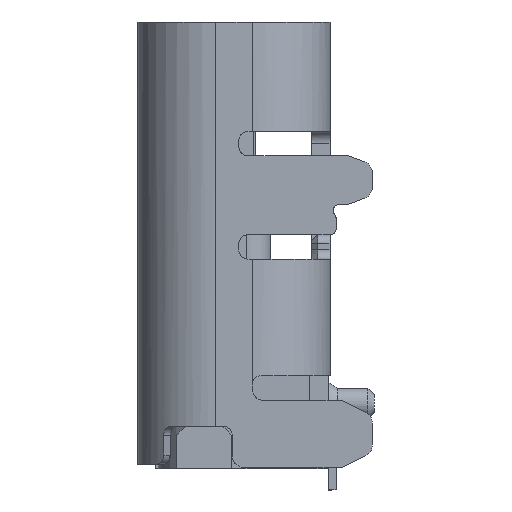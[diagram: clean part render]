
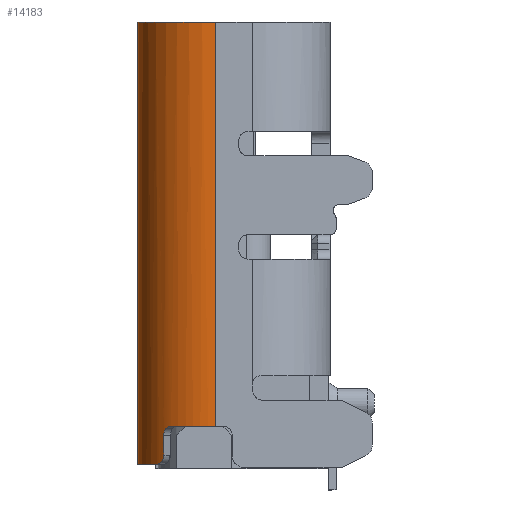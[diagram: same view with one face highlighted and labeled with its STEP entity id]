
A CAD part, left-side view. The second image highlights one B-rep face of the part: STEP entity #14183.
In plain terms, the highlighted cylindrical face has radius 1.28 mm (diameter 2.56 mm), a partial arc.
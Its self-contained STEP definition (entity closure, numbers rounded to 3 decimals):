
#29 = VERTEX_POINT ( 'NONE', #5830 ) ;
#1166 = CARTESIAN_POINT ( 'NONE',  ( 0., 2.88, -3.638 ) ) ;
#1282 = DIRECTION ( 'NONE',  ( 0., 0., -1. ) ) ;
#1324 = CARTESIAN_POINT ( 'NONE',  ( 0.233, 3.616, -6.65 ) ) ;
#1948 = B_SPLINE_CURVE_WITH_KNOTS ( 'NONE', 3,
 ( #23411, #16103, #16526, #2454 ),
 .UNSPECIFIED., .F., .F.,
 ( 4, 4 ),
 ( 0., 1. ),
 .UNSPECIFIED. ) ;
#2134 = DIRECTION ( 'NONE',  ( 0., 0., 1. ) ) ;
#2454 = CARTESIAN_POINT ( 'NONE',  ( 0.439, 3.845, -7.275 ) ) ;
#2700 = ORIENTED_EDGE ( 'NONE', *, *, #21767, .F. ) ;
#3051 = EDGE_CURVE ( 'NONE', #8246, #27074, #19082, .T. ) ;
#4059 = DIRECTION ( 'NONE',  ( 0., 0., 1. ) ) ;
#4593 = CARTESIAN_POINT ( 'NONE',  ( 1.28, 4.16, -7.275 ) ) ;
#5085 = VECTOR ( 'NONE', #29032, 1000. ) ;
#5122 = CARTESIAN_POINT ( 'NONE',  ( 0.339, 3.748, -7.203 ) ) ;
#5280 = CARTESIAN_POINT ( 'NONE',  ( 0.328, 3.735, -7.165 ) ) ;
#5830 = CARTESIAN_POINT ( 'NONE',  ( 0.358, 3.768, -7.23 ) ) ;
#5831 = CARTESIAN_POINT ( 'NONE',  ( 0., 2.88, -6.65 ) ) ;
#6309 = CARTESIAN_POINT ( 'NONE',  ( 0.376, 3.787, -7.256 ) ) ;
#6433 = VERTEX_POINT ( 'NONE', #21742 ) ;
#6517 = FACE_OUTER_BOUND ( 'NONE', #16171, .T. ) ;
#7478 = EDGE_CURVE ( 'NONE', #6433, #8246, #20622, .T. ) ;
#7550 = CARTESIAN_POINT ( 'NONE',  ( 1.28, 2.88, 0. ) ) ;
#8202 = VERTEX_POINT ( 'NONE', #12818 ) ;
#8246 = VERTEX_POINT ( 'NONE', #24282 ) ;
#8265 = ORIENTED_EDGE ( 'NONE', *, *, #13796, .F. ) ;
#8958 = ORIENTED_EDGE ( 'NONE', *, *, #22059, .F. ) ;
#9218 = CARTESIAN_POINT ( 'NONE',  ( 0.439, 3.845, -7.275 ) ) ;
#9335 = LINE ( 'NONE', #4593, #29446 ) ;
#9870 = ORIENTED_EDGE ( 'NONE', *, *, #14207, .F. ) ;
#10052 = VERTEX_POINT ( 'NONE', #13317 ) ;
#10380 = VERTEX_POINT ( 'NONE', #28730 ) ;
#10482 = ORIENTED_EDGE ( 'NONE', *, *, #17980, .T. ) ;
#10963 = CARTESIAN_POINT ( 'NONE',  ( 0.067, 3.296, -6.65 ) ) ;
#11046 = CARTESIAN_POINT ( 'NONE',  ( 0.273, 3.67, -6.665 ) ) ;
#12057 = B_SPLINE_CURVE_WITH_KNOTS ( 'NONE', 3,
 ( #16117, #6309, #30001, #9218 ),
 .UNSPECIFIED., .F., .F.,
 ( 4, 4 ),
 ( 0., 1. ),
 .UNSPECIFIED. ) ;
#12063 = VERTEX_POINT ( 'NONE', #15227 ) ;
#12168 = VERTEX_POINT ( 'NONE', #27470 ) ;
#12818 = CARTESIAN_POINT ( 'NONE',  ( 0.233, 3.616, -6.65 ) ) ;
#13029 = CARTESIAN_POINT ( 'NONE',  ( 0.245, 3.633, -6.65 ) ) ;
#13199 = CARTESIAN_POINT ( 'NONE',  ( 0., 2.88, 0. ) ) ;
#13317 = CARTESIAN_POINT ( 'NONE',  ( 1.28, 4.16, 0. ) ) ;
#13455 = ORIENTED_EDGE ( 'NONE', *, *, #20144, .F. ) ;
#13796 = EDGE_CURVE ( 'NONE', #27074, #8202, #24358, .T. ) ;
#14062 = ORIENTED_EDGE ( 'NONE', *, *, #17763, .F. ) ;
#14183 = ADVANCED_FACE ( 'NONE', ( #6517 ), #17815, .T. ) ;
#14207 = EDGE_CURVE ( 'NONE', #26968, #10380, #24550, .T. ) ;
#14917 = ORIENTED_EDGE ( 'NONE', *, *, #23475, .F. ) ;
#15163 = B_SPLINE_CURVE_WITH_KNOTS ( 'NONE', 3,
 ( #25936, #5280, #5122, #21763 ),
 .UNSPECIFIED., .F., .F.,
 ( 4, 4 ),
 ( 0., 1. ),
 .UNSPECIFIED. ) ;
#15168 = CARTESIAN_POINT ( 'NONE',  ( 0.327, 3.735, -6.767 ) ) ;
#15227 = CARTESIAN_POINT ( 'NONE',  ( 1.28, 4.16, -7.275 ) ) ;
#15474 = CARTESIAN_POINT ( 'NONE',  ( 0.289, 3.69, -6.681 ) ) ;
#15857 = DIRECTION ( 'NONE',  ( 1., 0., 0. ) ) ;
#15900 = CARTESIAN_POINT ( 'NONE',  ( 0.1, 3.375, -6.65 ) ) ;
#16103 = CARTESIAN_POINT ( 'NONE',  ( 0.974, 4.16, -7.275 ) ) ;
#16117 = CARTESIAN_POINT ( 'NONE',  ( 0.358, 3.768, -7.23 ) ) ;
#16171 = EDGE_LOOP ( 'NONE', ( #27501, #8265, #20468, #22247, #8958, #14062, #2700, #10482, #14917, #13455, #9870 ) ) ;
#16243 = CARTESIAN_POINT ( 'NONE',  ( 0.1, 3.375, -6.65 ) ) ;
#16526 = CARTESIAN_POINT ( 'NONE',  ( 0.67, 4.046, -7.275 ) ) ;
#16865 = DIRECTION ( 'NONE',  ( 0., 0., 1. ) ) ;
#17756 = CARTESIAN_POINT ( 'NONE',  ( 0.293, 3.695, -6.686 ) ) ;
#17763 = EDGE_CURVE ( 'NONE', #10052, #28040, #18634, .T. ) ;
#17815 = CYLINDRICAL_SURFACE ( 'NONE', #19049, 1.28 ) ;
#17856 = CARTESIAN_POINT ( 'NONE',  ( 0.18, 3.54, -6.65 ) ) ;
#17871 = EDGE_CURVE ( 'NONE', #8202, #26968, #26772, .T. ) ;
#17980 = EDGE_CURVE ( 'NONE', #12063, #12168, #1948, .T. ) ;
#18019 = CARTESIAN_POINT ( 'NONE',  ( 0.135, 3.46, -6.65 ) ) ;
#18634 = CIRCLE ( 'NONE', #19111, 1.28 ) ;
#19049 = AXIS2_PLACEMENT_3D ( 'NONE', #25180, #4059, #15857 ) ;
#19082 = B_SPLINE_CURVE_WITH_KNOTS ( 'NONE', 3,
 ( #22566, #29756, #10963, #22714 ),
 .UNSPECIFIED., .F., .F.,
 ( 4, 4 ),
 ( 0., 1. ),
 .UNSPECIFIED. ) ;
#19111 = AXIS2_PLACEMENT_3D ( 'NONE', #7550, #16865, #24048 ) ;
#19691 = LINE ( 'NONE', #1166, #5085 ) ;
#20144 = EDGE_CURVE ( 'NONE', #10380, #29, #15163, .T. ) ;
#20468 = ORIENTED_EDGE ( 'NONE', *, *, #3051, .F. ) ;
#20515 = CARTESIAN_POINT ( 'NONE',  ( 0.327, 3.735, -6.8 ) ) ;
#20622 = B_SPLINE_CURVE_WITH_KNOTS ( 'NONE', 3,
 ( #5831, #26942, #28929, #22190 ),
 .UNSPECIFIED., .F., .F.,
 ( 4, 4 ),
 ( 0., 1. ),
 .UNSPECIFIED. ) ;
#21020 = VECTOR ( 'NONE', #1282, 1000. ) ;
#21742 = CARTESIAN_POINT ( 'NONE',  ( 0., 2.88, -6.65 ) ) ;
#21763 = CARTESIAN_POINT ( 'NONE',  ( 0.358, 3.768, -7.23 ) ) ;
#21767 = EDGE_CURVE ( 'NONE', #12063, #10052, #9335, .T. ) ;
#22059 = EDGE_CURVE ( 'NONE', #28040, #6433, #19691, .T. ) ;
#22190 = CARTESIAN_POINT ( 'NONE',  ( 0.025, 3.132, -6.65 ) ) ;
#22247 = ORIENTED_EDGE ( 'NONE', *, *, #7478, .F. ) ;
#22250 = CARTESIAN_POINT ( 'NONE',  ( 0.327, 3.735, -3.638 ) ) ;
#22346 = CARTESIAN_POINT ( 'NONE',  ( 0.327, 3.735, -6.8 ) ) ;
#22566 = CARTESIAN_POINT ( 'NONE',  ( 0.025, 3.132, -6.65 ) ) ;
#22646 = CARTESIAN_POINT ( 'NONE',  ( 0.233, 3.616, -6.65 ) ) ;
#22714 = CARTESIAN_POINT ( 'NONE',  ( 0.1, 3.375, -6.65 ) ) ;
#23411 = CARTESIAN_POINT ( 'NONE',  ( 1.28, 4.16, -7.275 ) ) ;
#23475 = EDGE_CURVE ( 'NONE', #29, #12168, #12057, .T. ) ;
#24048 = DIRECTION ( 'NONE',  ( 1., 0., 0. ) ) ;
#24282 = CARTESIAN_POINT ( 'NONE',  ( 0.025, 3.132, -6.65 ) ) ;
#24358 = B_SPLINE_CURVE_WITH_KNOTS ( 'NONE', 3,
 ( #15900, #18019, #17856, #1324 ),
 .UNSPECIFIED., .F., .F.,
 ( 4, 4 ),
 ( 0., 1. ),
 .UNSPECIFIED. ) ;
#24550 = LINE ( 'NONE', #22250, #21020 ) ;
#25180 = CARTESIAN_POINT ( 'NONE',  ( 1.28, 2.88, -7.275 ) ) ;
#25936 = CARTESIAN_POINT ( 'NONE',  ( 0.327, 3.735, -7.125 ) ) ;
#26772 = B_SPLINE_CURVE_WITH_KNOTS ( 'NONE', 3,
 ( #22646, #13029, #27399, #11046, #29688, #15474, #17756, #27085, #15168, #22346 ),
 .UNSPECIFIED., .F., .F.,
 ( 4, 2, 2, 2, 4 ),
 ( 0., 0.25, 0.375, 0.5, 1. ),
 .UNSPECIFIED. ) ;
#26942 = CARTESIAN_POINT ( 'NONE',  ( 0., 2.965, -6.65 ) ) ;
#26968 = VERTEX_POINT ( 'NONE', #20515 ) ;
#27074 = VERTEX_POINT ( 'NONE', #16243 ) ;
#27085 = CARTESIAN_POINT ( 'NONE',  ( 0.319, 3.726, -6.726 ) ) ;
#27399 = CARTESIAN_POINT ( 'NONE',  ( 0.256, 3.648, -6.654 ) ) ;
#27470 = CARTESIAN_POINT ( 'NONE',  ( 0.439, 3.845, -7.275 ) ) ;
#27501 = ORIENTED_EDGE ( 'NONE', *, *, #17871, .F. ) ;
#28040 = VERTEX_POINT ( 'NONE', #13199 ) ;
#28730 = CARTESIAN_POINT ( 'NONE',  ( 0.327, 3.735, -7.125 ) ) ;
#28929 = CARTESIAN_POINT ( 'NONE',  ( 0.008, 3.049, -6.65 ) ) ;
#29032 = DIRECTION ( 'NONE',  ( 0., 0., -1. ) ) ;
#29446 = VECTOR ( 'NONE', #2134, 1000. ) ;
#29688 = CARTESIAN_POINT ( 'NONE',  ( 0.278, 3.677, -6.67 ) ) ;
#29756 = CARTESIAN_POINT ( 'NONE',  ( 0.042, 3.215, -6.65 ) ) ;
#30001 = CARTESIAN_POINT ( 'NONE',  ( 0.405, 3.815, -7.275 ) ) ;
